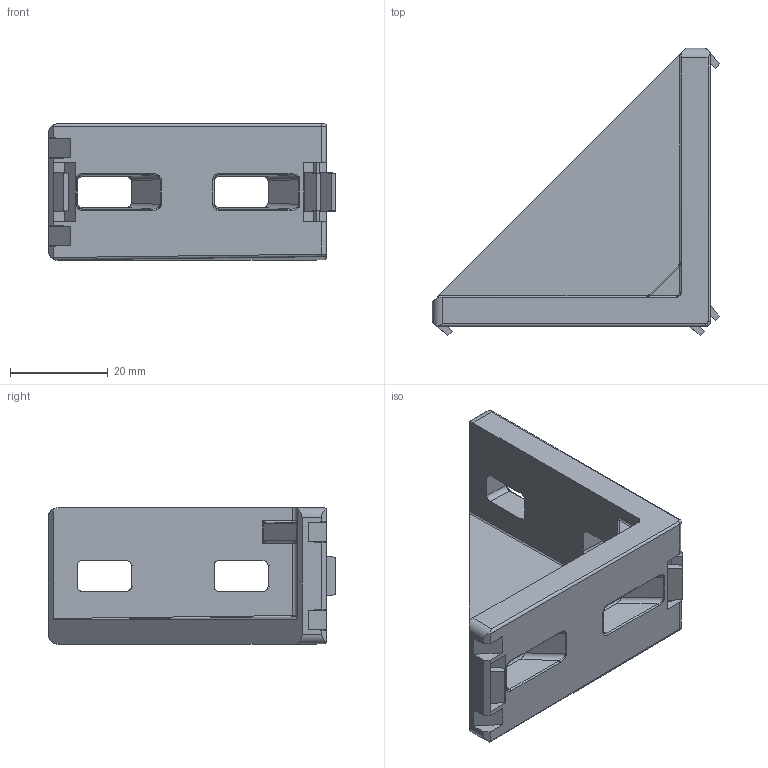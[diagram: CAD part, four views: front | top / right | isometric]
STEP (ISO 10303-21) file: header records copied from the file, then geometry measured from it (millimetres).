
FILE_DESCRIPTION(/* description */ (''),/* implementation_level */ '2;1');
FILE_NAME(/* name */ 'Syskomp 482523538 Winkel 30x60.stp',/* time_stamp */ '2014-01-15T13:43:55+01:00',/* author */ ('mstrom'),/* organization */ (''),/* preprocessor_version */ 'ST-DEVELOPER v15.2',/* originating_system */ 'Autodesk Inventor 2014',/* authorisation */ '0 mm^3');
FILE_SCHEMA (('AUTOMOTIVE_DESIGN { 1 0 10303 214 3 1 1 }'));
Length unit declared in the file: millimetre
Products named in the file (1): Syskomp 482523538 Winkel 30x60
Bounding box: 58.89 x 58.89 x 28 mm (x, y, z)
Volume: 21680.4 mm3; surface area: 10386.8 mm2
Topology: 1 solids, 1 shells, 165 faces, 423 edges, 260 vertices
Faces by surface type: plane 82, cylinder 54, bspline 27, torus 2
Entity records: 5746 total; most frequent: CARTESIAN_POINT 1877, ORIENTED_EDGE 838, DIRECTION 752, EDGE_CURVE 419, LINE 272, VECTOR 272, VERTEX_POINT 260, AXIS2_PLACEMENT_3D 240
